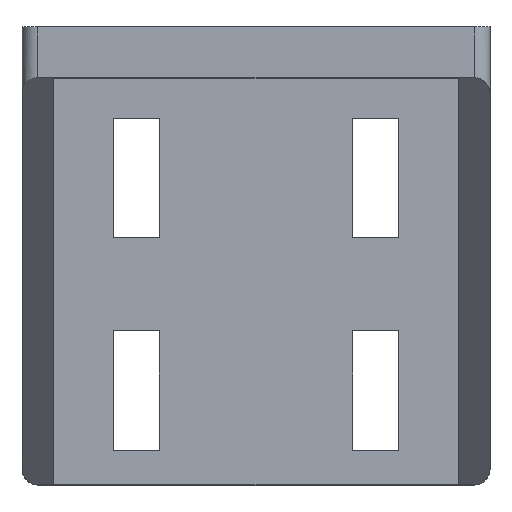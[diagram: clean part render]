
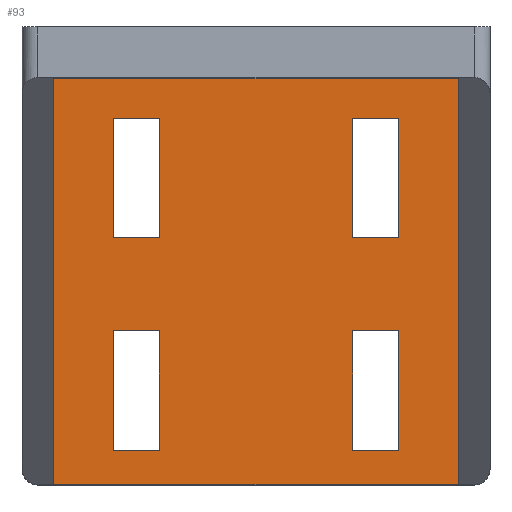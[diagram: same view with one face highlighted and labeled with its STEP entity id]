
A CAD part, top view. The second image highlights one B-rep face of the part: STEP entity #93.
In plain terms, the highlighted planar face has unit normal (0, 0, 1).
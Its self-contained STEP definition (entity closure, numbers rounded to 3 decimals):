
#93=ADVANCED_FACE('1308',(#229,#230,#231,#232,#233),#234,.F.);
#229=FACE_OUTER_BOUND('',#397,.T.);
#230=FACE_BOUND('',#398,.T.);
#231=FACE_BOUND('',#399,.T.);
#232=FACE_BOUND('',#400,.T.);
#233=FACE_BOUND('',#401,.T.);
#234=PLANE('',#402);
#397=EDGE_LOOP('',(#655,#656,#657,#658));
#398=EDGE_LOOP('',(#659,#660,#661,#662));
#399=EDGE_LOOP('',(#663,#664,#665,#666));
#400=EDGE_LOOP('',(#667,#668,#669,#670));
#401=EDGE_LOOP('',(#671,#672,#673,#674));
#402=AXIS2_PLACEMENT_3D('',#675,#676,#677);
#655=ORIENTED_EDGE('',*,*,#1067,.F.);
#656=ORIENTED_EDGE('',*,*,#1048,.F.);
#657=ORIENTED_EDGE('',*,*,#1069,.T.);
#658=ORIENTED_EDGE('',*,*,#1070,.F.);
#659=ORIENTED_EDGE('',*,*,#1071,.F.);
#660=ORIENTED_EDGE('',*,*,#1072,.F.);
#661=ORIENTED_EDGE('',*,*,#1073,.F.);
#662=ORIENTED_EDGE('',*,*,#1074,.F.);
#663=ORIENTED_EDGE('',*,*,#1075,.F.);
#664=ORIENTED_EDGE('',*,*,#1076,.F.);
#665=ORIENTED_EDGE('',*,*,#1077,.F.);
#666=ORIENTED_EDGE('',*,*,#1078,.F.);
#667=ORIENTED_EDGE('',*,*,#1079,.F.);
#668=ORIENTED_EDGE('',*,*,#1080,.F.);
#669=ORIENTED_EDGE('',*,*,#1081,.F.);
#670=ORIENTED_EDGE('',*,*,#1082,.F.);
#671=ORIENTED_EDGE('',*,*,#1083,.F.);
#672=ORIENTED_EDGE('',*,*,#1084,.F.);
#673=ORIENTED_EDGE('',*,*,#1085,.F.);
#674=ORIENTED_EDGE('',*,*,#1086,.F.);
#675=CARTESIAN_POINT('',(-38.0,-9.5,9.5));
#676=DIRECTION('',(0.0,0.0,-1.0));
#677=DIRECTION('',(-0.0,1.0,0.0));
#1048=EDGE_CURVE('1309',#1284,#1286,#1287,.T.);
#1067=EDGE_CURVE('1321',#1286,#1262,#1322,.T.);
#1069=EDGE_CURVE('1319',#1284,#1275,#1324,.T.);
#1070=EDGE_CURVE('1311',#1262,#1275,#1325,.T.);
#1071=EDGE_CURVE('1833',#1326,#1327,#1328,.T.);
#1072=EDGE_CURVE('1832',#1329,#1326,#1330,.T.);
#1073=EDGE_CURVE('1831',#1331,#1329,#1332,.T.);
#1074=EDGE_CURVE('1830',#1327,#1331,#1333,.T.);
#1075=EDGE_CURVE('1837',#1334,#1335,#1336,.T.);
#1076=EDGE_CURVE('1836',#1337,#1334,#1338,.T.);
#1077=EDGE_CURVE('1835',#1339,#1337,#1340,.T.);
#1078=EDGE_CURVE('1834',#1335,#1339,#1341,.T.);
#1079=EDGE_CURVE('1841',#1342,#1343,#1344,.T.);
#1080=EDGE_CURVE('1840',#1345,#1342,#1346,.T.);
#1081=EDGE_CURVE('1839',#1347,#1345,#1348,.T.);
#1082=EDGE_CURVE('1838',#1343,#1347,#1349,.T.);
#1083=EDGE_CURVE('1845',#1350,#1351,#1352,.T.);
#1084=EDGE_CURVE('1844',#1353,#1350,#1354,.T.);
#1085=EDGE_CURVE('1843',#1355,#1353,#1356,.T.);
#1086=EDGE_CURVE('1842',#1351,#1355,#1357,.T.);
#1262=VERTEX_POINT('',#1595);
#1275=VERTEX_POINT('',#1630);
#1284=VERTEX_POINT('',#1644);
#1286=VERTEX_POINT('',#1647);
#1287=LINE('',#1648,#1649);
#1322=LINE('',#1701,#1702);
#1324=LINE('',#1704,#1705);
#1325=LINE('',#1706,#1707);
#1326=VERTEX_POINT('',#1708);
#1327=VERTEX_POINT('',#1709);
#1328=LINE('',#1710,#1711);
#1329=VERTEX_POINT('',#1712);
#1330=LINE('',#1713,#1714);
#1331=VERTEX_POINT('',#1715);
#1332=LINE('',#1716,#1717);
#1333=LINE('',#1718,#1719);
#1334=VERTEX_POINT('',#1720);
#1335=VERTEX_POINT('',#1721);
#1336=LINE('',#1722,#1723);
#1337=VERTEX_POINT('',#1724);
#1338=LINE('',#1725,#1726);
#1339=VERTEX_POINT('',#1727);
#1340=LINE('',#1728,#1729);
#1341=LINE('',#1730,#1731);
#1342=VERTEX_POINT('',#1732);
#1343=VERTEX_POINT('',#1733);
#1344=LINE('',#1734,#1735);
#1345=VERTEX_POINT('',#1736);
#1346=LINE('',#1737,#1738);
#1347=VERTEX_POINT('',#1739);
#1348=LINE('',#1740,#1741);
#1349=LINE('',#1742,#1743);
#1350=VERTEX_POINT('',#1744);
#1351=VERTEX_POINT('',#1745);
#1352=LINE('',#1746,#1747);
#1353=VERTEX_POINT('',#1748);
#1354=LINE('',#1749,#1750);
#1355=VERTEX_POINT('',#1751);
#1356=LINE('',#1752,#1753);
#1357=LINE('',#1754,#1755);
#1595=CARTESIAN_POINT('',(38.0,-86.0,9.5));
#1630=CARTESIAN_POINT('',(-38.0,-86.0,9.5));
#1644=CARTESIAN_POINT('',(-38.0,-9.5,9.5));
#1647=CARTESIAN_POINT('',(38.0,-9.5,9.5));
#1648=CARTESIAN_POINT('',(-38.0,-9.5,9.5));
#1649=VECTOR('',#1930,76.0);
#1701=CARTESIAN_POINT('',(38.0,-9.5,9.5));
#1702=VECTOR('',#1948,76.5);
#1704=CARTESIAN_POINT('',(-38.0,-9.5,9.5));
#1705=VECTOR('',#1949,76.5);
#1706=CARTESIAN_POINT('',(38.0,-86.0,9.5));
#1707=VECTOR('',#1950,76.0);
#1708=CARTESIAN_POINT('',(-26.85,-79.5,9.5));
#1709=CARTESIAN_POINT('',(-18.15,-79.5,9.5));
#1710=CARTESIAN_POINT('',(-26.85,-79.5,9.5));
#1711=VECTOR('',#1951,8.7);
#1712=CARTESIAN_POINT('',(-26.85,-57.0,9.5));
#1713=CARTESIAN_POINT('',(-26.85,-57.0,9.5));
#1714=VECTOR('',#1952,22.5);
#1715=CARTESIAN_POINT('',(-18.15,-57.0,9.5));
#1716=CARTESIAN_POINT('',(-18.15,-57.0,9.5));
#1717=VECTOR('',#1953,8.7);
#1718=CARTESIAN_POINT('',(-18.15,-79.5,9.5));
#1719=VECTOR('',#1954,22.5);
#1720=CARTESIAN_POINT('',(-26.85,-39.5,9.5));
#1721=CARTESIAN_POINT('',(-18.15,-39.5,9.5));
#1722=CARTESIAN_POINT('',(-26.85,-39.5,9.5));
#1723=VECTOR('',#1955,8.7);
#1724=CARTESIAN_POINT('',(-26.85,-17.0,9.5));
#1725=CARTESIAN_POINT('',(-26.85,-17.0,9.5));
#1726=VECTOR('',#1956,22.5);
#1727=CARTESIAN_POINT('',(-18.15,-17.0,9.5));
#1728=CARTESIAN_POINT('',(-18.15,-17.0,9.5));
#1729=VECTOR('',#1957,8.7);
#1730=CARTESIAN_POINT('',(-18.15,-39.5,9.5));
#1731=VECTOR('',#1958,22.5);
#1732=CARTESIAN_POINT('',(18.15,-79.5,9.5));
#1733=CARTESIAN_POINT('',(26.85,-79.5,9.5));
#1734=CARTESIAN_POINT('',(18.15,-79.5,9.5));
#1735=VECTOR('',#1959,8.7);
#1736=CARTESIAN_POINT('',(18.15,-57.0,9.5));
#1737=CARTESIAN_POINT('',(18.15,-57.0,9.5));
#1738=VECTOR('',#1960,22.5);
#1739=CARTESIAN_POINT('',(26.85,-57.0,9.5));
#1740=CARTESIAN_POINT('',(26.85,-57.0,9.5));
#1741=VECTOR('',#1961,8.7);
#1742=CARTESIAN_POINT('',(26.85,-79.5,9.5));
#1743=VECTOR('',#1962,22.5);
#1744=CARTESIAN_POINT('',(18.15,-39.5,9.5));
#1745=CARTESIAN_POINT('',(26.85,-39.5,9.5));
#1746=CARTESIAN_POINT('',(18.15,-39.5,9.5));
#1747=VECTOR('',#1963,8.7);
#1748=CARTESIAN_POINT('',(18.15,-17.0,9.5));
#1749=CARTESIAN_POINT('',(18.15,-17.0,9.5));
#1750=VECTOR('',#1964,22.5);
#1751=CARTESIAN_POINT('',(26.85,-17.0,9.5));
#1752=CARTESIAN_POINT('',(26.85,-17.0,9.5));
#1753=VECTOR('',#1965,8.7);
#1754=CARTESIAN_POINT('',(26.85,-39.5,9.5));
#1755=VECTOR('',#1966,22.5);
#1930=DIRECTION('',(1.0,0.0,0.0));
#1948=DIRECTION('',(0.0,-1.0,0.0));
#1949=DIRECTION('',(0.0,-1.0,0.0));
#1950=DIRECTION('',(-1.0,0.0,0.0));
#1951=DIRECTION('',(1.0,0.0,0.0));
#1952=DIRECTION('',(0.0,-1.0,0.0));
#1953=DIRECTION('',(-1.0,0.0,0.0));
#1954=DIRECTION('',(0.0,1.0,0.0));
#1955=DIRECTION('',(1.0,0.0,0.0));
#1956=DIRECTION('',(0.0,-1.0,0.0));
#1957=DIRECTION('',(-1.0,0.0,0.0));
#1958=DIRECTION('',(0.0,1.0,0.0));
#1959=DIRECTION('',(1.0,0.0,0.0));
#1960=DIRECTION('',(0.0,-1.0,0.0));
#1961=DIRECTION('',(-1.0,0.0,0.0));
#1962=DIRECTION('',(0.0,1.0,0.0));
#1963=DIRECTION('',(1.0,0.0,0.0));
#1964=DIRECTION('',(0.0,-1.0,0.0));
#1965=DIRECTION('',(-1.0,0.0,0.0));
#1966=DIRECTION('',(0.0,1.0,0.0));
